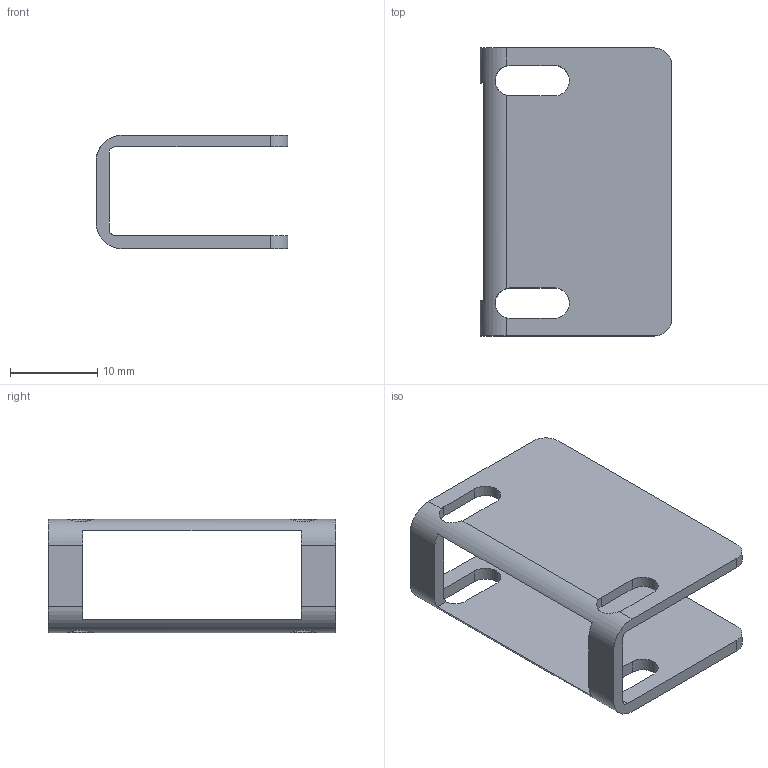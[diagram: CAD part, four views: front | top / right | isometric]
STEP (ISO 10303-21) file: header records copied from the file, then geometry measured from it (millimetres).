
FILE_DESCRIPTION( ( 'STEP AP214' ), '1' );
FILE_NAME( 'LXW-C23PA-002.stp', '2022-03-08T14:25:40', ( 'License CC BY-ND 4.0' ), ( 'CADENAS' ), ' ', 'PARTsolutions', ' ' );
FILE_SCHEMA( ( 'AUTOMOTIVE_DESIGN { 1 0 10303 214 1 1 1 1 }' ) );
Length unit declared in the file: millimetre
Products named in the file (1): _LXW-C23PA-002
Bounding box: 22 x 33 x 13 mm (x, y, z)
Volume: 1885.7 mm3; surface area: 3173.5 mm2
Topology: 1 solids, 1 shells, 40 faces, 144 edges, 96 vertices
Faces by surface type: plane 22, cylinder 18
Entity records: 1996 total; most frequent: CARTESIAN_POINT 381, ORIENTED_EDGE 288, DIRECTION 266, EDGE_CURVE 144, VERTEX_POINT 96, AXIS2_PLACEMENT_3D 89, LINE 88, VECTOR 88
